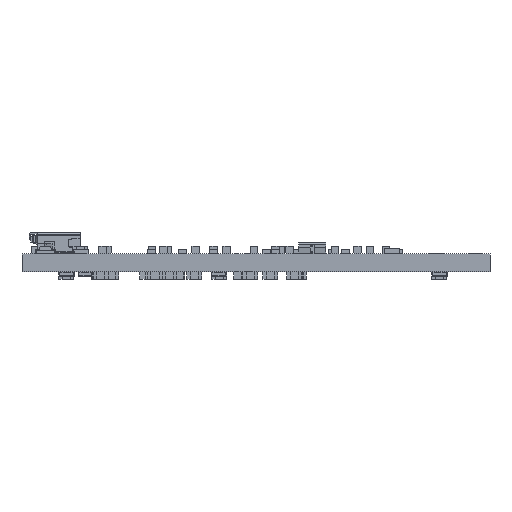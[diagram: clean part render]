
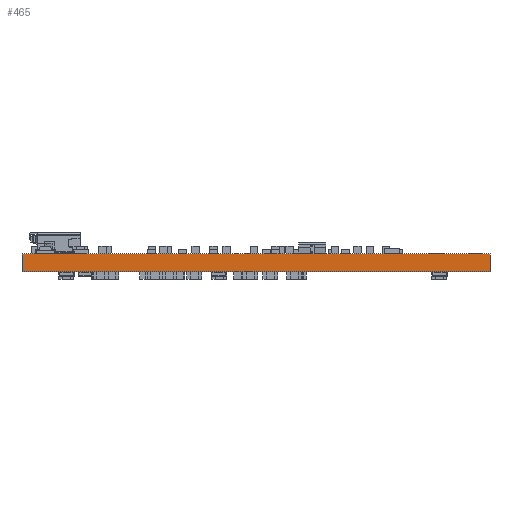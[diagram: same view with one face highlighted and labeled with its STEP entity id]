
A CAD part, front view. The second image highlights one B-rep face of the part: STEP entity #465.
In plain terms, the highlighted planar face has unit normal (0, -1, 0).
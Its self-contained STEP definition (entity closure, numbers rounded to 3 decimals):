
#465 = ADVANCED_FACE('',(#466),#500,.F.);
#466 = FACE_BOUND('',#467,.F.);
#467 = EDGE_LOOP('',(#468,#478,#486,#494));
#468 = ORIENTED_EDGE('',*,*,#469,.T.);
#469 = EDGE_CURVE('',#470,#472,#474,.T.);
#470 = VERTEX_POINT('',#471);
#471 = CARTESIAN_POINT('',(-25.273,-22.695,0.));
#472 = VERTEX_POINT('',#473);
#473 = CARTESIAN_POINT('',(-25.273,-22.695,1.904));
#474 = LINE('',#475,#476);
#475 = CARTESIAN_POINT('',(-25.273,-22.695,0.));
#476 = VECTOR('',#477,1.);
#477 = DIRECTION('',(0.,0.,1.));
#478 = ORIENTED_EDGE('',*,*,#479,.T.);
#479 = EDGE_CURVE('',#472,#480,#482,.T.);
#480 = VERTEX_POINT('',#481);
#481 = CARTESIAN_POINT('',(24.727,-22.695,1.904));
#482 = LINE('',#483,#484);
#483 = CARTESIAN_POINT('',(-25.273,-22.695,1.904));
#484 = VECTOR('',#485,1.);
#485 = DIRECTION('',(1.,0.,0.));
#486 = ORIENTED_EDGE('',*,*,#487,.F.);
#487 = EDGE_CURVE('',#488,#480,#490,.T.);
#488 = VERTEX_POINT('',#489);
#489 = CARTESIAN_POINT('',(24.727,-22.695,0.));
#490 = LINE('',#491,#492);
#491 = CARTESIAN_POINT('',(24.727,-22.695,0.));
#492 = VECTOR('',#493,1.);
#493 = DIRECTION('',(0.,0.,1.));
#494 = ORIENTED_EDGE('',*,*,#495,.F.);
#495 = EDGE_CURVE('',#470,#488,#496,.T.);
#496 = LINE('',#497,#498);
#497 = CARTESIAN_POINT('',(-25.273,-22.695,0.));
#498 = VECTOR('',#499,1.);
#499 = DIRECTION('',(1.,0.,0.));
#500 = PLANE('',#501);
#501 = AXIS2_PLACEMENT_3D('',#502,#503,#504);
#502 = CARTESIAN_POINT('',(-25.273,-22.695,0.));
#503 = DIRECTION('',(0.,1.,0.));
#504 = DIRECTION('',(1.,0.,0.));
